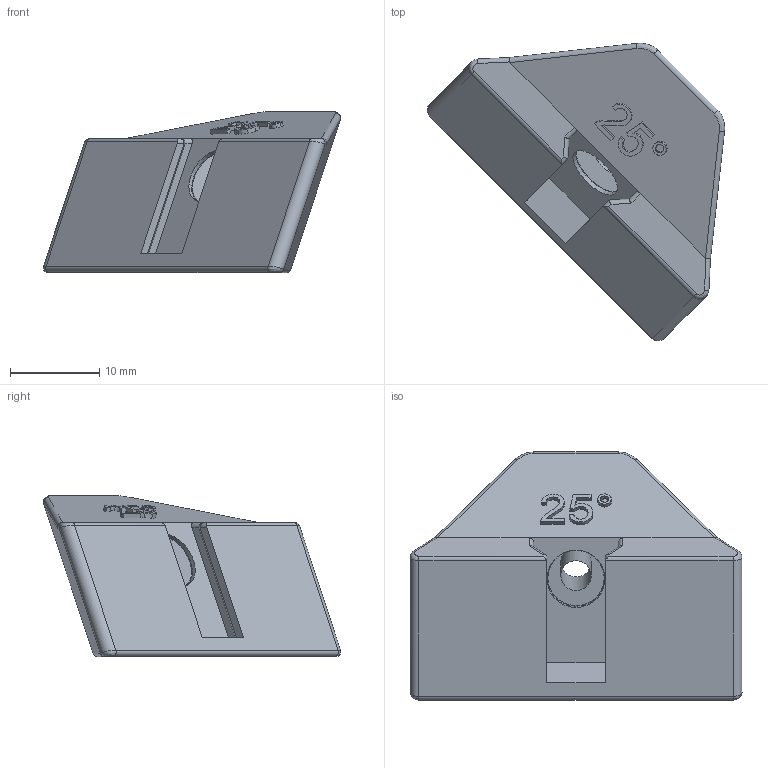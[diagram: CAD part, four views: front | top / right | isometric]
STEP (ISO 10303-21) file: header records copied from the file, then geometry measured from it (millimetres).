
FILE_DESCRIPTION(/* description */ (''),/* implementation_level */ '2;1');
FILE_NAME(/* name */ 'ESPHome Multi-Sensor-Enclosure-Corner-Mount-25.step',/* time_stamp */ '2025-04-11T14:19:13-05:00',/* author */ (''),/* organization */ (''),/* preprocessor_version */ 'ST-DEVELOPER v20.1',/* originating_system */ 'Autodesk Translation Framework v14.4.0.0',/* authorisation */ '');
FILE_SCHEMA (('AUTOMOTIVE_DESIGN { 1 0 10303 214 3 1 1 }'));
Length unit declared in the file: millimetre
Products named in the file (1): ESPHome Multi-Sensor-Enclosure
Bounding box: 33.31 x 33.3 x 18.03 mm (x, y, z)
Volume: 5803.6 mm3; surface area: 2575.4 mm2
Topology: 1 solids, 1 shells, 113 faces, 299 edges, 193 vertices
Faces by surface type: bspline 57, plane 32, cylinder 23, cone 1
Full cylindrical faces by diameter (mm): 3.4 x1, 6.5 x1
Entity records: 4203 total; most frequent: CARTESIAN_POINT 1687, ORIENTED_EDGE 598, DIRECTION 370, EDGE_CURVE 299, VERTEX_POINT 193, LINE 146, VECTOR 146, EDGE_LOOP 120
